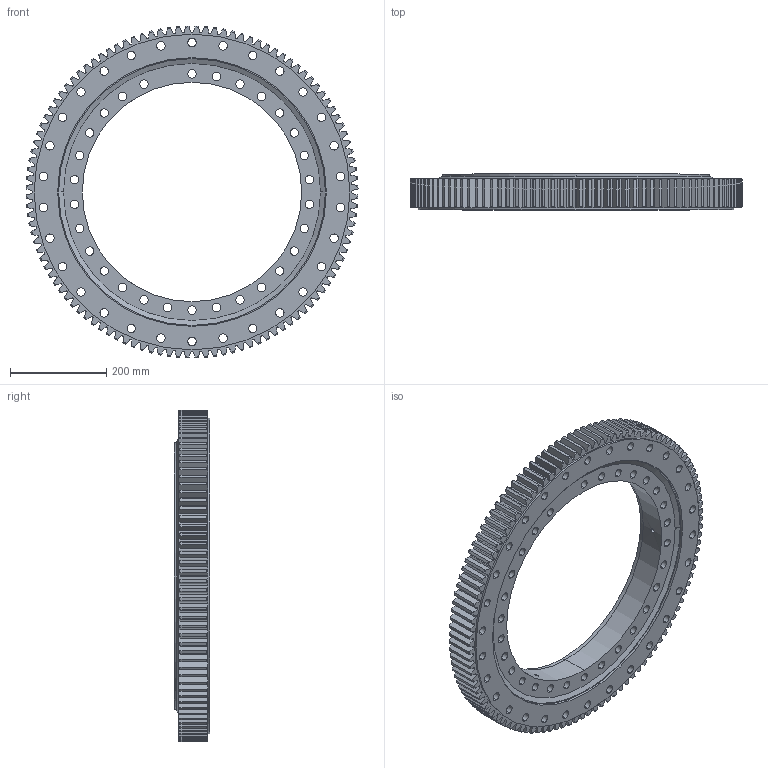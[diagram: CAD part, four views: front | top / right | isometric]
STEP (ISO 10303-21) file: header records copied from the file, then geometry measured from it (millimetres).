
FILE_DESCRIPTION (( 'STEP AP203' ), '1' );
FILE_NAME ('01-0555-01.STEP', '2017-12-26T09:50:57', ( 'defontaine' ), ( 'Hewlett-Packard Company' ), 'SwSTEP 2.0', 'SolidWorks 2016', '' );
FILE_SCHEMA (( 'CONFIG_CONTROL_DESIGN' ));
Length unit declared in the file: millimetre
Products named in the file (1): 01-0555-01
Bounding box: 688.87 x 74 x 688.87 mm (x, y, z)
Volume: 10620493.7 mm3; surface area: 1344404.9 mm2
Topology: 5 solids, 5 shells, 857 faces, 2521 edges, 1675 vertices
Faces by surface type: cylinder 367, plane 238, cone 232, torus 18, sphere 2
Entity records: 30002 total; most frequent: CARTESIAN_POINT 6802, ORIENTED_EDGE 5032, DIRECTION 4769, EDGE_CURVE 2516, AXIS2_PLACEMENT_3D 1861, VERTEX_POINT 1672, LINE 1047, VECTOR 1047
